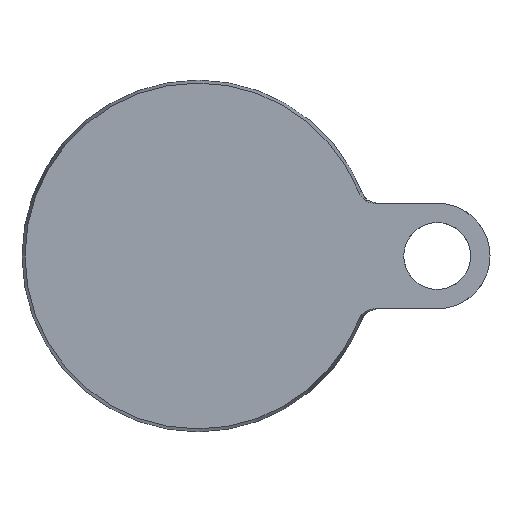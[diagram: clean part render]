
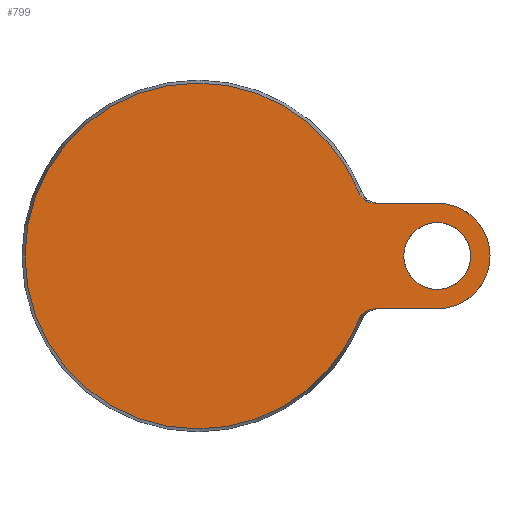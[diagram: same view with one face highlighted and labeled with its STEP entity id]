
A CAD part, front view. The second image highlights one B-rep face of the part: STEP entity #799.
In plain terms, the highlighted planar face has unit normal (0, -1, 0).
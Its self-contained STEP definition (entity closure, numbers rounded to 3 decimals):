
#5 = VERTEX_POINT ( 'NONE', #119 ) ;
#19 = ORIENTED_EDGE ( 'NONE', *, *, #246, .T. ) ;
#20 = CIRCLE ( 'NONE', #488, 49.143 ) ;
#30 = DIRECTION ( 'NONE',  ( 0., 0., -1. ) ) ;
#37 = CARTESIAN_POINT ( 'NONE',  ( -49.143, 0., 0. ) ) ;
#39 = VERTEX_POINT ( 'NONE', #1028 ) ;
#48 = PLANE ( 'NONE',  #222 ) ;
#52 = CARTESIAN_POINT ( 'NONE',  ( 47.955, 0., 15.598 ) ) ;
#67 = CARTESIAN_POINT ( 'NONE',  ( 15., 0., -15. ) ) ;
#72 = ORIENTED_EDGE ( 'NONE', *, *, #182, .T. ) ;
#74 = B_SPLINE_CURVE_WITH_KNOTS ( 'NONE', 3,
 ( #1062, #879, #622, #987, #135, #52, #155, #898, #141, #534, #432, #350, #811, #722 ),
 .UNSPECIFIED., .F., .F.,
 ( 4, 2, 2, 2, 2, 2, 4 ),
 ( 0., 0.001, 0.002, 0.003, 0.004, 0.004, 0.006 ),
 .UNSPECIFIED. ) ;
#91 = CARTESIAN_POINT ( 'NONE',  ( 47.314, 0., -16.005 ) ) ;
#104 = CARTESIAN_POINT ( 'NONE',  ( 68., 0., 9.5 ) ) ;
#119 = CARTESIAN_POINT ( 'NONE',  ( 50.366, 0., -15. ) ) ;
#127 = VERTEX_POINT ( 'NONE', #353 ) ;
#135 = CARTESIAN_POINT ( 'NONE',  ( 48.407, 0., 15.384 ) ) ;
#141 = CARTESIAN_POINT ( 'NONE',  ( 47.122, 0., 16.157 ) ) ;
#147 = VECTOR ( 'NONE', #1053, 1000. ) ;
#155 = CARTESIAN_POINT ( 'NONE',  ( 47.738, 0., 15.721 ) ) ;
#160 = EDGE_LOOP ( 'NONE', ( #1163, #19 ) ) ;
#170 = CARTESIAN_POINT ( 'NONE',  ( 49.363, 0., -15.093 ) ) ;
#174 = CARTESIAN_POINT ( 'NONE',  ( 48.637, 0., -15.295 ) ) ;
#182 = EDGE_CURVE ( 'NONE', #127, #312, #20, .T. ) ;
#183 = EDGE_CURVE ( 'NONE', #312, #5, #420, .T. ) ;
#186 = CARTESIAN_POINT ( 'NONE',  ( 49.862, 0., -15.019 ) ) ;
#198 = VERTEX_POINT ( 'NONE', #638 ) ;
#222 = AXIS2_PLACEMENT_3D ( 'NONE', #37, #794, #1154 ) ;
#227 = CARTESIAN_POINT ( 'NONE',  ( 68., 0., 0. ) ) ;
#246 = EDGE_CURVE ( 'NONE', #1125, #754, #823, .T. ) ;
#249 = AXIS2_PLACEMENT_3D ( 'NONE', #227, #870, #605 ) ;
#268 = CARTESIAN_POINT ( 'NONE',  ( 45.66, 0., -18.169 ) ) ;
#289 = CARTESIAN_POINT ( 'NONE',  ( 45.848, 0., -17.699 ) ) ;
#303 = ORIENTED_EDGE ( 'NONE', *, *, #538, .T. ) ;
#312 = VERTEX_POINT ( 'NONE', #268 ) ;
#315 = CARTESIAN_POINT ( 'NONE',  ( 0., 0., 0. ) ) ;
#344 = CARTESIAN_POINT ( 'NONE',  ( 68., 0., -15. ) ) ;
#350 = CARTESIAN_POINT ( 'NONE',  ( 46.108, 0., 17.258 ) ) ;
#353 = CARTESIAN_POINT ( 'NONE',  ( 0., 0., -49.143 ) ) ;
#364 = DIRECTION ( 'NONE',  ( 0., 0., 1. ) ) ;
#375 = DIRECTION ( 'NONE',  ( 0., 1., 0. ) ) ;
#411 = EDGE_CURVE ( 'NONE', #39, #198, #687, .T. ) ;
#420 = B_SPLINE_CURVE_WITH_KNOTS ( 'NONE', 3,
 ( #655, #289, #818, #835, #1179, #650, #91, #919, #552, #924, #174, #560, #170, #186, #730, #1014 ),
 .UNSPECIFIED., .F., .F.,
 ( 4, 2, 2, 2, 2, 2, 2, 4 ),
 ( 0., 0.001, 0.002, 0.003, 0.004, 0.004, 0.005, 0.006 ),
 .UNSPECIFIED. ) ;
#432 = CARTESIAN_POINT ( 'NONE',  ( 46.58, 0., 16.677 ) ) ;
#453 = EDGE_CURVE ( 'NONE', #754, #1125, #770, .T. ) ;
#458 = VERTEX_POINT ( 'NONE', #511 ) ;
#472 = VERTEX_POINT ( 'NONE', #344 ) ;
#475 = DIRECTION ( 'NONE',  ( 0., 0., -1. ) ) ;
#478 = AXIS2_PLACEMENT_3D ( 'NONE', #610, #735, #532 ) ;
#488 = AXIS2_PLACEMENT_3D ( 'NONE', #1019, #914, #475 ) ;
#499 = CARTESIAN_POINT ( 'NONE',  ( 15., 0., 15. ) ) ;
#510 = DIRECTION ( 'NONE',  ( 0., 1., 0. ) ) ;
#511 = CARTESIAN_POINT ( 'NONE',  ( 0., 0., 49.143 ) ) ;
#518 = EDGE_CURVE ( 'NONE', #472, #5, #612, .T. ) ;
#519 = CIRCLE ( 'NONE', #1181, 15. ) ;
#529 = DIRECTION ( 'NONE',  ( -1., 0., 0. ) ) ;
#532 = DIRECTION ( 'NONE',  ( 0., 0., -1. ) ) ;
#534 = CARTESIAN_POINT ( 'NONE',  ( 46.751, 0., 16.495 ) ) ;
#538 = EDGE_CURVE ( 'NONE', #39, #1102, #74, .T. ) ;
#545 = CIRCLE ( 'NONE', #478, 49.143 ) ;
#552 = CARTESIAN_POINT ( 'NONE',  ( 47.952, 0., -15.6 ) ) ;
#560 = CARTESIAN_POINT ( 'NONE',  ( 49.116, 0., -15.149 ) ) ;
#605 = DIRECTION ( 'NONE',  ( 0., 0., 1. ) ) ;
#610 = CARTESIAN_POINT ( 'NONE',  ( 0., 0., 0. ) ) ;
#612 = LINE ( 'NONE', #67, #753 ) ;
#616 = DIRECTION ( 'NONE',  ( 0., 0., -1. ) ) ;
#622 = CARTESIAN_POINT ( 'NONE',  ( 49.366, 0., 15.074 ) ) ;
#638 = CARTESIAN_POINT ( 'NONE',  ( 68., 0., 15. ) ) ;
#650 = CARTESIAN_POINT ( 'NONE',  ( 47.118, 0., -16.16 ) ) ;
#655 = CARTESIAN_POINT ( 'NONE',  ( 45.66, 0., -18.169 ) ) ;
#669 = CIRCLE ( 'NONE', #1030, 49.143 ) ;
#687 = LINE ( 'NONE', #499, #147 ) ;
#688 = ORIENTED_EDGE ( 'NONE', *, *, #748, .T. ) ;
#693 = CARTESIAN_POINT ( 'NONE',  ( 68., 0., -9.5 ) ) ;
#708 = FACE_OUTER_BOUND ( 'NONE', #755, .T. ) ;
#722 = CARTESIAN_POINT ( 'NONE',  ( 45.66, 0., 18.169 ) ) ;
#730 = CARTESIAN_POINT ( 'NONE',  ( 50.113, 0., -15. ) ) ;
#735 = DIRECTION ( 'NONE',  ( 0., -1., 0. ) ) ;
#748 = EDGE_CURVE ( 'NONE', #1102, #458, #669, .T. ) ;
#749 = EDGE_CURVE ( 'NONE', #198, #472, #519, .T. ) ;
#753 = VECTOR ( 'NONE', #529, 1000. ) ;
#754 = VERTEX_POINT ( 'NONE', #693 ) ;
#755 = EDGE_LOOP ( 'NONE', ( #1106, #303, #688, #1042, #72, #860, #960, #836 ) ) ;
#770 = CIRCLE ( 'NONE', #249, 9.5 ) ;
#794 = DIRECTION ( 'NONE',  ( 0., 1., 0. ) ) ;
#799 = ADVANCED_FACE ( 'NONE', ( #708, #1129 ), #48, .F. ) ;
#811 = CARTESIAN_POINT ( 'NONE',  ( 45.848, 0., 17.699 ) ) ;
#818 = CARTESIAN_POINT ( 'NONE',  ( 46.1, 0., -17.269 ) ) ;
#823 = CIRCLE ( 'NONE', #1002, 9.5 ) ;
#830 = CARTESIAN_POINT ( 'NONE',  ( 68., 0., 0. ) ) ;
#835 = CARTESIAN_POINT ( 'NONE',  ( 46.575, 0., -16.681 ) ) ;
#836 = ORIENTED_EDGE ( 'NONE', *, *, #749, .F. ) ;
#860 = ORIENTED_EDGE ( 'NONE', *, *, #183, .T. ) ;
#870 = DIRECTION ( 'NONE',  ( 0., 1., 0. ) ) ;
#879 = CARTESIAN_POINT ( 'NONE',  ( 49.86, 0., 15. ) ) ;
#895 = EDGE_CURVE ( 'NONE', #458, #127, #545, .T. ) ;
#898 = CARTESIAN_POINT ( 'NONE',  ( 47.322, 0., 16. ) ) ;
#914 = DIRECTION ( 'NONE',  ( 0., -1., 0. ) ) ;
#919 = CARTESIAN_POINT ( 'NONE',  ( 47.73, 0., -15.726 ) ) ;
#922 = CARTESIAN_POINT ( 'NONE',  ( 45.66, 0., 18.169 ) ) ;
#924 = CARTESIAN_POINT ( 'NONE',  ( 48.405, 0., -15.385 ) ) ;
#949 = CARTESIAN_POINT ( 'NONE',  ( 68., 0., 0. ) ) ;
#960 = ORIENTED_EDGE ( 'NONE', *, *, #518, .F. ) ;
#987 = CARTESIAN_POINT ( 'NONE',  ( 48.644, 0., 15.292 ) ) ;
#1002 = AXIS2_PLACEMENT_3D ( 'NONE', #830, #375, #364 ) ;
#1014 = CARTESIAN_POINT ( 'NONE',  ( 50.366, 0., -15. ) ) ;
#1019 = CARTESIAN_POINT ( 'NONE',  ( 0., 0., 0. ) ) ;
#1028 = CARTESIAN_POINT ( 'NONE',  ( 50.366, 0., 15. ) ) ;
#1030 = AXIS2_PLACEMENT_3D ( 'NONE', #315, #1135, #616 ) ;
#1042 = ORIENTED_EDGE ( 'NONE', *, *, #895, .T. ) ;
#1053 = DIRECTION ( 'NONE',  ( 1., 0., 0. ) ) ;
#1062 = CARTESIAN_POINT ( 'NONE',  ( 50.366, 0., 15. ) ) ;
#1102 = VERTEX_POINT ( 'NONE', #922 ) ;
#1106 = ORIENTED_EDGE ( 'NONE', *, *, #411, .F. ) ;
#1125 = VERTEX_POINT ( 'NONE', #104 ) ;
#1129 = FACE_BOUND ( 'NONE', #160, .T. ) ;
#1135 = DIRECTION ( 'NONE',  ( 0., -1., 0. ) ) ;
#1154 = DIRECTION ( 'NONE',  ( 0., 0., 1. ) ) ;
#1163 = ORIENTED_EDGE ( 'NONE', *, *, #453, .T. ) ;
#1179 = CARTESIAN_POINT ( 'NONE',  ( 46.749, 0., -16.497 ) ) ;
#1181 = AXIS2_PLACEMENT_3D ( 'NONE', #949, #510, #30 ) ;
